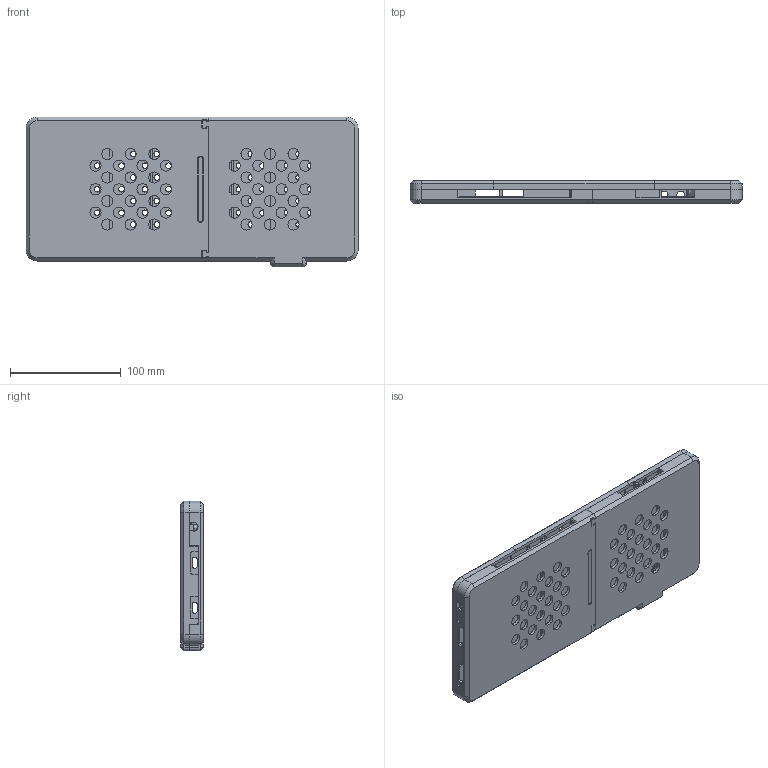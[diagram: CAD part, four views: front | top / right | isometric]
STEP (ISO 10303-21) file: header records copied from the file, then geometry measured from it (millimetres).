
FILE_DESCRIPTION((''),'2;1');
FILE_NAME('7_ME_ASM_ASM','2022-04-08T02:19:36',('Alfie Lin'),(''),'CREO PARAMETRIC BY PTC INC, 2018020','CREO PARAMETRIC BY PTC INC, 2018020','');
FILE_SCHEMA(('CONFIG_CONTROL_DESIGN'));
Length unit declared in the file: millimetre
Products named in the file (9): 9_FW_TOP_COVER_MAIN; 9_FW_TOP_COVER_RIGHT; 9_FW_TOP_COVER_LEFT; 8_FW_TOP_ASM_ASM; 9_FW_BOT_COVER_L; 9_FW_BOT_COVER_R; 8_FW_BOTTOM_ASM_ASM; CONNECT_PIN; 7_ME_ASM_ASM
Assembly tree (17 placements, depth 3):
  7_ME_ASM_ASM
    8_FW_TOP_ASM_ASM
      9_FW_TOP_COVER_MAIN
      9_FW_TOP_COVER_RIGHT
      9_FW_TOP_COVER_LEFT
    8_FW_BOTTOM_ASM_ASM
      9_FW_BOT_COVER_L
      9_FW_BOT_COVER_R
    CONNECT_PIN  x10
Bounding box: 299.63 x 20.5 x 134.83 mm (x, y, z)
Volume: 238838.3 mm3; surface area: 200692.2 mm2
Topology: 15 solids, 15 shells, 1877 faces, 5170 edges, 3332 vertices
Faces by surface type: plane 994, cylinder 726, cone 151, torus 6
Entity records: 53060 total; most frequent: CARTESIAN_POINT 9315, DIRECTION 9197, ORIENTED_EDGE 8950, EDGE_CURVE 4475, AXIS2_PLACEMENT_3D 3116, VECTOR 2965, LINE 2965, VERTEX_POINT 2900
